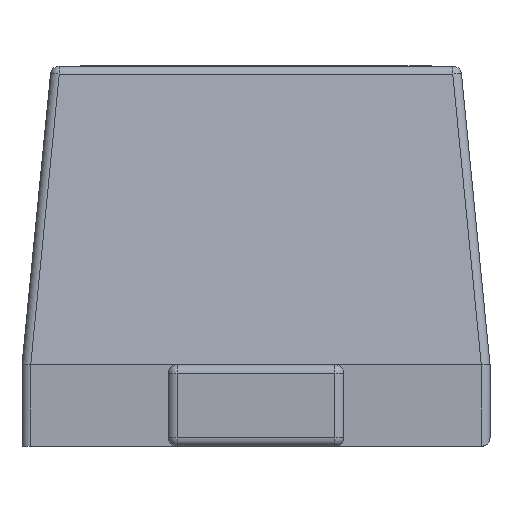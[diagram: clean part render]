
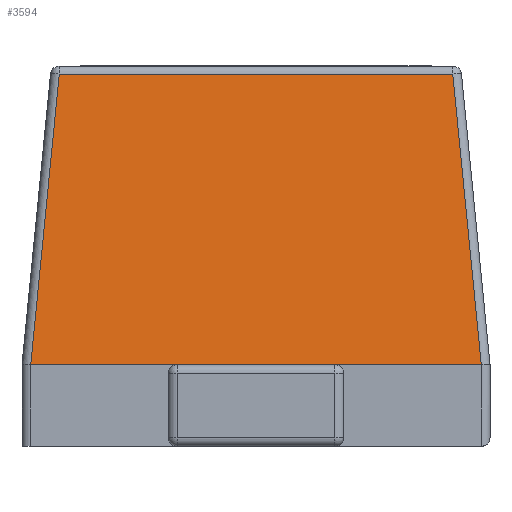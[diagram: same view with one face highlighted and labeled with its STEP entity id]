
A CAD part, left-side view. The second image highlights one B-rep face of the part: STEP entity #3594.
In plain terms, the highlighted planar face has unit normal (-0.995, 0, 0.098).
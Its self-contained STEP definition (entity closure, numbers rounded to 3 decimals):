
#336=PLANE('',#3948);
#563=FACE_OUTER_BOUND('',#772,.T.);
#772=EDGE_LOOP('',(#2585,#2586,#2587,#2588,#2589,#2590));
#992=LINE('',#5153,#1335);
#994=LINE('',#5158,#1337);
#997=LINE('',#5164,#1340);
#1003=LINE('',#5179,#1346);
#1008=LINE('',#5188,#1351);
#1012=LINE('',#5195,#1355);
#1335=VECTOR('',#4262,10.);
#1337=VECTOR('',#4268,10.);
#1340=VECTOR('',#4273,10.);
#1346=VECTOR('',#4287,10.);
#1351=VECTOR('',#4294,10.);
#1355=VECTOR('',#4304,10.);
#1668=VERTEX_POINT('',#5096);
#1670=VERTEX_POINT('',#5101);
#1686=VERTEX_POINT('',#5152);
#1689=VERTEX_POINT('',#5163);
#1694=VERTEX_POINT('',#5177);
#1697=VERTEX_POINT('',#5187);
#2023=EDGE_CURVE('',#1686,#1670,#992,.T.);
#2026=EDGE_CURVE('',#1670,#1668,#994,.T.);
#2029=EDGE_CURVE('',#1668,#1689,#997,.T.);
#2037=EDGE_CURVE('',#1686,#1694,#1003,.T.);
#2042=EDGE_CURVE('',#1697,#1689,#1008,.T.);
#2046=EDGE_CURVE('',#1694,#1697,#1012,.T.);
#2585=ORIENTED_EDGE('',*,*,#2029,.F.);
#2586=ORIENTED_EDGE('',*,*,#2026,.F.);
#2587=ORIENTED_EDGE('',*,*,#2023,.F.);
#2588=ORIENTED_EDGE('',*,*,#2037,.T.);
#2589=ORIENTED_EDGE('',*,*,#2046,.T.);
#2590=ORIENTED_EDGE('',*,*,#2042,.T.);
#3594=ADVANCED_FACE('',(#563),#336,.T.);
#3948=AXIS2_PLACEMENT_3D('',#5194,#4302,#4303);
#4262=DIRECTION('',(0.097,-0.097,0.991));
#4268=DIRECTION('',(0.,-1.,0.));
#4273=DIRECTION('',(-0.097,-0.097,-0.991));
#4287=DIRECTION('',(0.,-1.,0.));
#4294=DIRECTION('',(0.,-1.,0.));
#4302=DIRECTION('center_axis',(-0.995,0.,0.098));
#4303=DIRECTION('ref_axis',(0.098,0.,0.995));
#4304=DIRECTION('',(0.,-1.,0.));
#5096=CARTESIAN_POINT('',(-0.551,-0.336,0.636));
#5101=CARTESIAN_POINT('',(-0.551,0.336,0.636));
#5152=CARTESIAN_POINT('',(-0.6,0.385,0.14));
#5153=CARTESIAN_POINT('',(-0.57,0.355,0.444));
#5158=CARTESIAN_POINT('',(-0.551,0.1,0.636));
#5163=CARTESIAN_POINT('',(-0.6,-0.385,0.14));
#5164=CARTESIAN_POINT('',(-0.571,-0.356,0.434));
#5177=CARTESIAN_POINT('',(-0.6,0.385,0.14));
#5179=CARTESIAN_POINT('',(-0.6,0.2,0.14));
#5187=CARTESIAN_POINT('',(-0.6,-0.385,0.14));
#5188=CARTESIAN_POINT('',(-0.6,0.2,0.14));
#5194=CARTESIAN_POINT('Origin',(-0.575,0.2,0.395));
#5195=CARTESIAN_POINT('',(-0.6,0.2,0.14));
